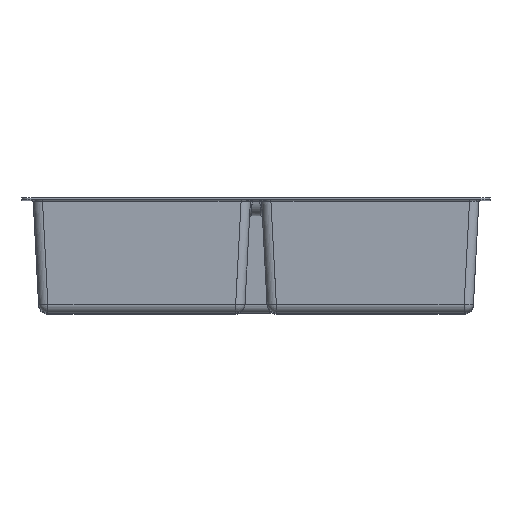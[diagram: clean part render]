
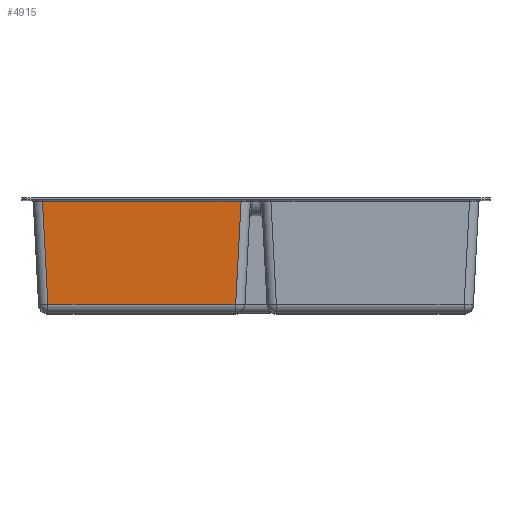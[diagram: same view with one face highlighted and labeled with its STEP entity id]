
A CAD part, top view. The second image highlights one B-rep face of the part: STEP entity #4915.
In plain terms, the highlighted planar face has unit normal (0, -0.052, 0.999).
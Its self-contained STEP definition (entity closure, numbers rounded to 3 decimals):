
#908 = EDGE_LOOP ( 'NONE', ( #6224, #6555, #12539, #7153 ) ) ;
#1154 = VERTEX_POINT ( 'NONE', #9249 ) ;
#3670 = DIRECTION ( 'NONE',  ( 0.052, -0.997, -0.052 ) ) ;
#4125 = LINE ( 'NONE', #13288, #15111 ) ;
#4915 = ADVANCED_FACE ( 'NONE', ( #10423 ), #11383, .T. ) ;
#5949 = CARTESIAN_POINT ( 'NONE',  ( -10.942, 43.738, 174.051 ) ) ;
#6224 = ORIENTED_EDGE ( 'NONE', *, *, #7691, .T. ) ;
#6555 = ORIENTED_EDGE ( 'NONE', *, *, #6562, .T. ) ;
#6562 = EDGE_CURVE ( 'NONE', #1154, #16427, #7109, .T. ) ;
#6924 = CARTESIAN_POINT ( 'NONE',  ( 0., 99.052, 176.95 ) ) ;
#7109 = LINE ( 'NONE', #6924, #16200 ) ;
#7153 = ORIENTED_EDGE ( 'NONE', *, *, #7590, .T. ) ;
#7590 = EDGE_CURVE ( 'NONE', #15634, #12654, #9857, .T. ) ;
#7691 = EDGE_CURVE ( 'NONE', #12654, #1154, #4125, .T. ) ;
#8258 = AXIS2_PLACEMENT_3D ( 'NONE', #16697, #8760, #14076 ) ;
#8760 = DIRECTION ( 'NONE',  ( 0., -0.052, 0.999 ) ) ;
#9249 = CARTESIAN_POINT ( 'NONE',  ( -8.043, 99.052, 176.95 ) ) ;
#9857 = LINE ( 'NONE', #14116, #16227 ) ;
#10423 = FACE_OUTER_BOUND ( 'NONE', #908, .T. ) ;
#11383 = PLANE ( 'NONE',  #8258 ) ;
#11899 = EDGE_CURVE ( 'NONE', #16427, #15634, #16877, .T. ) ;
#12539 = ORIENTED_EDGE ( 'NONE', *, *, #11899, .T. ) ;
#12654 = VERTEX_POINT ( 'NONE', #5949 ) ;
#13288 = CARTESIAN_POINT ( 'NONE',  ( -7.971, 100.417, 177.022 ) ) ;
#14076 = DIRECTION ( 'NONE',  ( 0., -0.999, -0.052 ) ) ;
#14116 = CARTESIAN_POINT ( 'NONE',  ( -6.197, 43.738, 174.051 ) ) ;
#15111 = VECTOR ( 'NONE', #16174, 1000. ) ;
#15140 = CARTESIAN_POINT ( 'NONE',  ( -112.058, 43.738, 174.051 ) ) ;
#15422 = DIRECTION ( 'NONE',  ( 1., 0., 0. ) ) ;
#15634 = VERTEX_POINT ( 'NONE', #15140 ) ;
#16170 = DIRECTION ( 'NONE',  ( -1., 0., 0. ) ) ;
#16174 = DIRECTION ( 'NONE',  ( 0.052, 0.997, 0.052 ) ) ;
#16200 = VECTOR ( 'NONE', #16170, 1000. ) ;
#16227 = VECTOR ( 'NONE', #15422, 1000. ) ;
#16427 = VERTEX_POINT ( 'NONE', #16648 ) ;
#16518 = VECTOR ( 'NONE', #3670, 1000. ) ;
#16648 = CARTESIAN_POINT ( 'NONE',  ( -114.957, 99.052, 176.95 ) ) ;
#16697 = CARTESIAN_POINT ( 'NONE',  ( 0., 100., 177. ) ) ;
#16877 = LINE ( 'NONE', #17214, #16518 ) ;
#17214 = CARTESIAN_POINT ( 'NONE',  ( -114.693, 94.006, 176.686 ) ) ;
